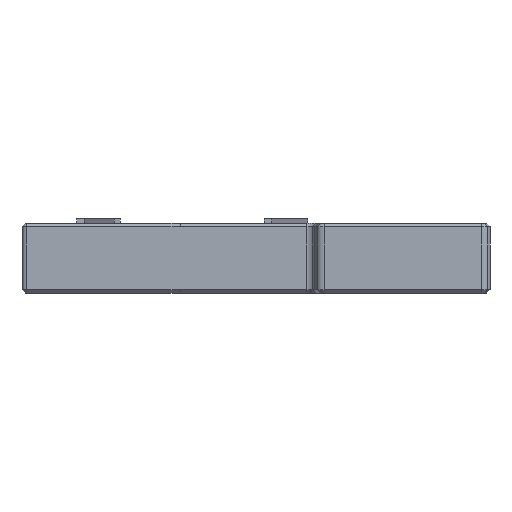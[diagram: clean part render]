
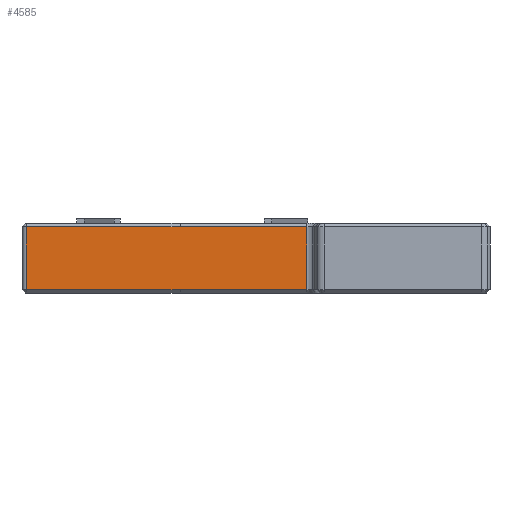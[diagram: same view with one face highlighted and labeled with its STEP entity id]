
A CAD part, left-side view. The second image highlights one B-rep face of the part: STEP entity #4585.
In plain terms, the highlighted planar face has unit normal (-1, 0, 0).
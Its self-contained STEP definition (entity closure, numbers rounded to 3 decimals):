
#65 = ORIENTED_EDGE ( 'NONE', *, *, #3213, .T. ) ;
#250 = LINE ( 'NONE', #5416, #2392 ) ;
#288 = VERTEX_POINT ( 'NONE', #2887 ) ;
#465 = LINE ( 'NONE', #5068, #4094 ) ;
#550 = LINE ( 'NONE', #4339, #4645 ) ;
#680 = ORIENTED_EDGE ( 'NONE', *, *, #3236, .F. ) ;
#705 = LINE ( 'NONE', #4526, #4729 ) ;
#714 = VERTEX_POINT ( 'NONE', #4550 ) ;
#731 = CARTESIAN_POINT ( 'NONE',  ( -4.95, 37.7, 0. ) ) ;
#1065 = DIRECTION ( 'NONE',  ( 0., 1., 0. ) ) ;
#1142 = VERTEX_POINT ( 'NONE', #3734 ) ;
#1437 = VERTEX_POINT ( 'NONE', #3637 ) ;
#1505 = VERTEX_POINT ( 'NONE', #2359 ) ;
#1540 = LINE ( 'NONE', #731, #2022 ) ;
#1656 = EDGE_CURVE ( 'NONE', #2641, #1142, #3749, .T. ) ;
#2022 = VECTOR ( 'NONE', #2439, 1000. ) ;
#2164 = DIRECTION ( 'NONE',  ( 0., -1., 0. ) ) ;
#2203 = DIRECTION ( 'NONE',  ( 0., 1., 0. ) ) ;
#2310 = ORIENTED_EDGE ( 'NONE', *, *, #5481, .T. ) ;
#2359 = CARTESIAN_POINT ( 'NONE',  ( -4.95, 20.1, 7.6 ) ) ;
#2392 = VECTOR ( 'NONE', #4578, 1000. ) ;
#2439 = DIRECTION ( 'NONE',  ( 0., 0., -1. ) ) ;
#2470 = EDGE_CURVE ( 'NONE', #1505, #288, #465, .T. ) ;
#2492 = AXIS2_PLACEMENT_3D ( 'NONE', #3150, #4441, #4353 ) ;
#2641 = VERTEX_POINT ( 'NONE', #3957 ) ;
#2885 = EDGE_CURVE ( 'NONE', #288, #1437, #1540, .T. ) ;
#2887 = CARTESIAN_POINT ( 'NONE',  ( -4.95, 37.7, 7.6 ) ) ;
#3083 = PLANE ( 'NONE',  #2492 ) ;
#3150 = CARTESIAN_POINT ( 'NONE',  ( -4.95, 22.6, 0. ) ) ;
#3213 = EDGE_CURVE ( 'NONE', #2641, #1505, #705, .T. ) ;
#3236 = EDGE_CURVE ( 'NONE', #1142, #714, #250, .T. ) ;
#3316 = ORIENTED_EDGE ( 'NONE', *, *, #1656, .F. ) ;
#3435 = DIRECTION ( 'NONE',  ( 0., 0., -1. ) ) ;
#3479 = EDGE_LOOP ( 'NONE', ( #5315, #4381, #2310, #680, #3316, #65 ) ) ;
#3546 = FACE_OUTER_BOUND ( 'NONE', #3479, .T. ) ;
#3637 = CARTESIAN_POINT ( 'NONE',  ( -4.95, 37.7, 0.4 ) ) ;
#3640 = VECTOR ( 'NONE', #3435, 1000. ) ;
#3734 = CARTESIAN_POINT ( 'NONE',  ( -4.95, 5.6, 0.4 ) ) ;
#3749 = LINE ( 'NONE', #3910, #3640 ) ;
#3910 = CARTESIAN_POINT ( 'NONE',  ( -4.95, 5.6, 0. ) ) ;
#3957 = CARTESIAN_POINT ( 'NONE',  ( -4.95, 5.6, 7.6 ) ) ;
#4094 = VECTOR ( 'NONE', #2203, 1000. ) ;
#4339 = CARTESIAN_POINT ( 'NONE',  ( -4.95, 20.1, 0.4 ) ) ;
#4353 = DIRECTION ( 'NONE',  ( 0., 1., 0. ) ) ;
#4381 = ORIENTED_EDGE ( 'NONE', *, *, #2885, .T. ) ;
#4441 = DIRECTION ( 'NONE',  ( -1., 0., 0. ) ) ;
#4526 = CARTESIAN_POINT ( 'NONE',  ( -4.95, 30.6, 7.6 ) ) ;
#4550 = CARTESIAN_POINT ( 'NONE',  ( -4.95, 20.1, 0.4 ) ) ;
#4578 = DIRECTION ( 'NONE',  ( 0., 1., 0. ) ) ;
#4585 = ADVANCED_FACE ( 'NONE', ( #3546 ), #3083, .T. ) ;
#4645 = VECTOR ( 'NONE', #2164, 1000. ) ;
#4729 = VECTOR ( 'NONE', #1065, 1000. ) ;
#5068 = CARTESIAN_POINT ( 'NONE',  ( -4.95, 22.6, 7.6 ) ) ;
#5315 = ORIENTED_EDGE ( 'NONE', *, *, #2470, .T. ) ;
#5416 = CARTESIAN_POINT ( 'NONE',  ( -4.95, 18.6, 0.4 ) ) ;
#5481 = EDGE_CURVE ( 'NONE', #1437, #714, #550, .T. ) ;
